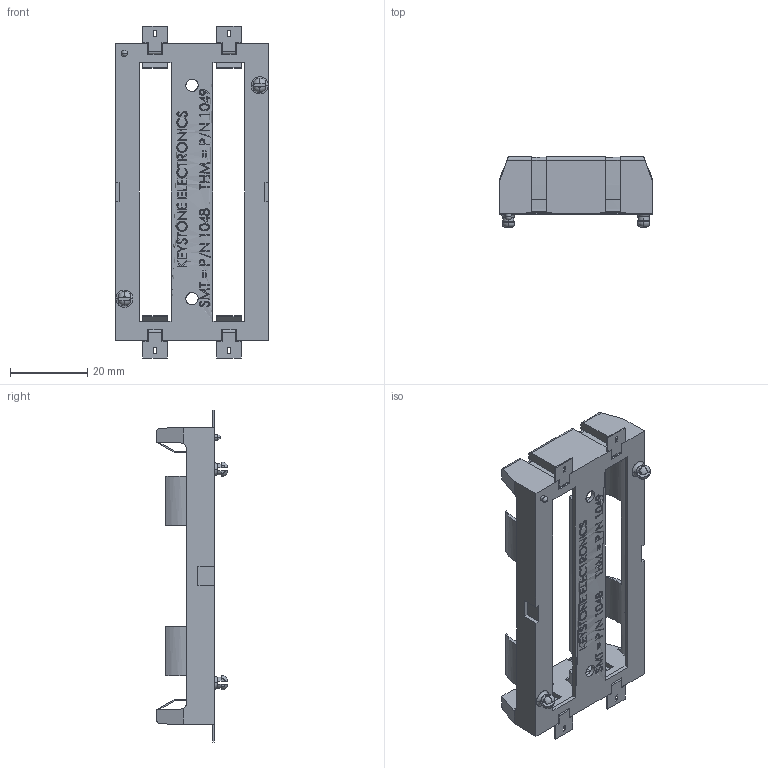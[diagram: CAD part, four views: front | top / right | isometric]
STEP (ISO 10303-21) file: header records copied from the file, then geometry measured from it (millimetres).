
FILE_DESCRIPTION (( 'STEP AP214' ), '1' );
FILE_NAME ('HOLDER, DUAL, KEYSTONE.STEP', '2023-06-19T23:48:40', ( '' ), ( '' ), 'SwSTEP 2.0', 'SolidWorks 2023', '' );
FILE_SCHEMA (( 'AUTOMOTIVE_DESIGN' ));
Length unit declared in the file: millimetre
Products named in the file (1): HOLDER, DUAL, KEYSTONE
Bounding box: 39.78 x 18.34 x 85.95 mm (x, y, z)
Surface area: 10577.4 mm2 (no closed solid volume)
Topology: 0 solids, 12 shells, 785 faces, 2029 edges, 1311 vertices
Faces by surface type: plane 576, bspline 137, cylinder 58, torus 12, sphere 2
Entity records: 33930 total; most frequent: CARTESIAN_POINT 19305, ORIENTED_EDGE 4001, EDGE_CURVE 2025, B_SPLINE_CURVE_WITH_KNOTS 2023, VERTEX_POINT 1309, DIRECTION 1302, EDGE_LOOP 861, ADVANCED_FACE 785
